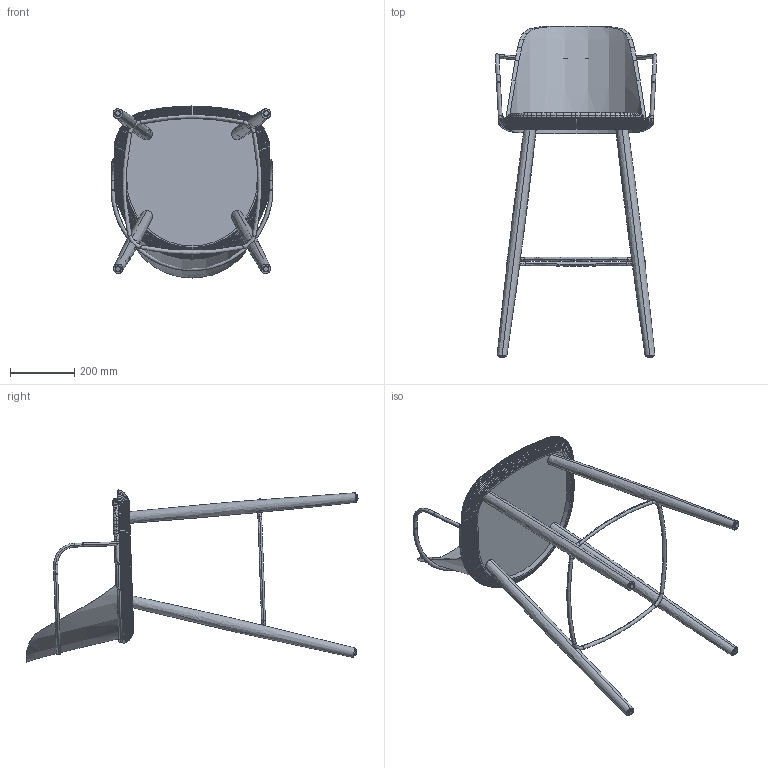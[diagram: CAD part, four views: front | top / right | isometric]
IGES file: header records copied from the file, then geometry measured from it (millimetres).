
Start section: SolidWorks IGES file using analytic representation for surfaces
Global section: file name: NU008 - IGS.IGS; native system: SolidWorks 2019; preprocessor: SolidWorks 2019; author: Comunicacao1; date: 201102.153510; units: millimetre
Bounding box: 502.41 x 1030.71 x 534 mm (x, y, z)
Volume: 11185663.6 mm3; surface area: 1635354.9 mm2
Topology: 15 solids, 15 shells, 880 faces, 2048 edges, 1224 vertices
Faces by surface type: revolution 458, plane 365, bspline 57
